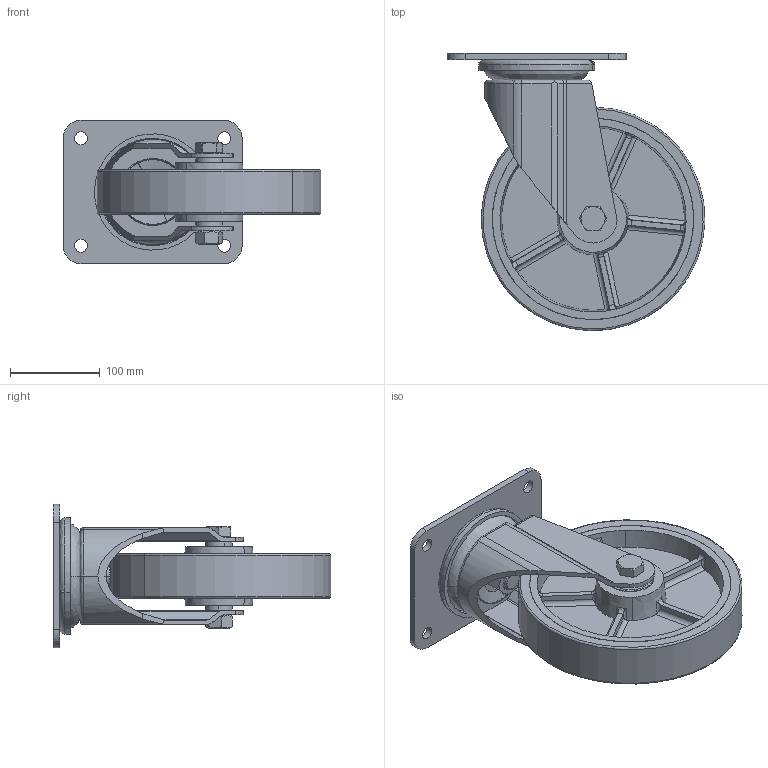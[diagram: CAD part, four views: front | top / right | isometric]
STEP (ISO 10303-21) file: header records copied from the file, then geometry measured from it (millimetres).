
FILE_DESCRIPTION (( 'STEP AP214' ), '1' );
FILE_NAME ('0012047_L-HO-PUZG-250-K-3.step', '2018-07-25T11:55:33', ( '' ), ( '' ), 'SwSTEP 2.0', 'SolidWorks 2018', '' );
FILE_SCHEMA (( 'AUTOMOTIVE_DESIGN' ));
Length unit declared in the file: millimetre
Products named in the file (1): 0012047_L-HO-PUZG-250-K-3
Bounding box: 287.94 x 309.94 x 160 mm (x, y, z)
Surface area: 569381.6 mm2 (no closed solid volume)
Topology: 0 solids, 28 shells, 598 faces, 1501 edges, 981 vertices
Faces by surface type: cylinder 197, plane 166, bspline 110, cone 85, torus 40
Entity records: 45457 total; most frequent: CARTESIAN_POINT 25258, ORIENTED_EDGE 2986, DIRECTION 2456, EDGE_CURVE 1501, AXIS2_PLACEMENT_3D 1024, VERTEX_POINT 981, EDGE_LOOP 682, UNCERTAINTY_MEASURE_WITH_UNIT 623
